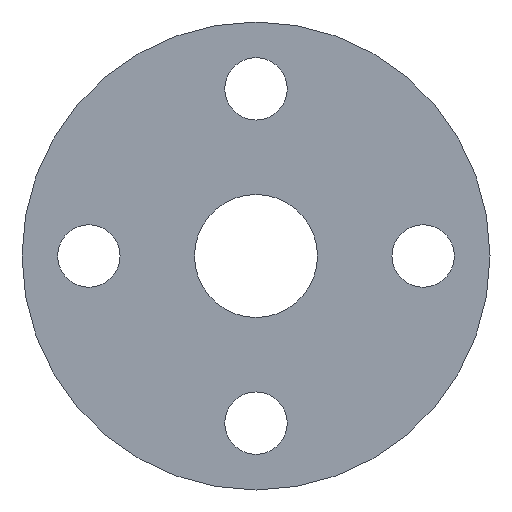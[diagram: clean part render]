
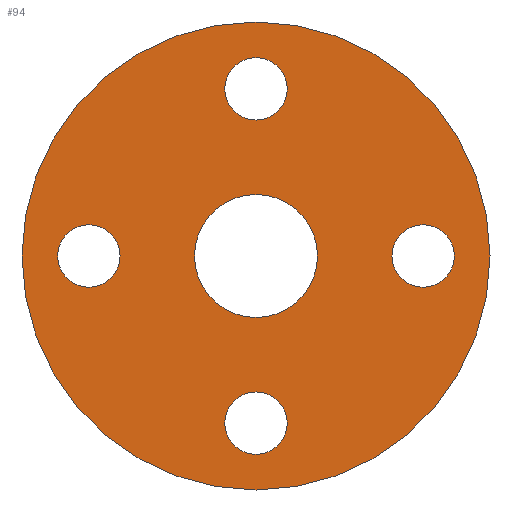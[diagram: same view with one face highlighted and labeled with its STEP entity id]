
A CAD part, front view. The second image highlights one B-rep face of the part: STEP entity #94.
In plain terms, the highlighted planar face has unit normal (0, -1, 0).
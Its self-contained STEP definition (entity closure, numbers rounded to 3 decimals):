
#7 = DIRECTION ( 'NONE',  ( 0., 1., 0. ) ) ;
#9 = ORIENTED_EDGE ( 'NONE', *, *, #405, .F. ) ;
#10 = EDGE_CURVE ( 'NONE', #198, #407, #374, .T. ) ;
#14 = DIRECTION ( 'NONE',  ( 0., 0., -1. ) ) ;
#17 = CIRCLE ( 'NONE', #174, 7. ) ;
#19 = EDGE_CURVE ( 'NONE', #320, #80, #55, .T. ) ;
#21 = DIRECTION ( 'NONE',  ( 0., 1., 0. ) ) ;
#28 = CARTESIAN_POINT ( 'NONE',  ( -37.5, 0., 0. ) ) ;
#32 = CARTESIAN_POINT ( 'NONE',  ( 0., 0., 13.8 ) ) ;
#34 = ORIENTED_EDGE ( 'NONE', *, *, #222, .F. ) ;
#37 = EDGE_LOOP ( 'NONE', ( #333, #9 ) ) ;
#40 = CARTESIAN_POINT ( 'NONE',  ( 0., 0., -13.8 ) ) ;
#45 = AXIS2_PLACEMENT_3D ( 'NONE', #515, #21, #57 ) ;
#52 = DIRECTION ( 'NONE',  ( 0., 0., 1. ) ) ;
#54 = VERTEX_POINT ( 'NONE', #342 ) ;
#55 = CIRCLE ( 'NONE', #45, 52.5 ) ;
#57 = DIRECTION ( 'NONE',  ( 0., 0., 1. ) ) ;
#59 = DIRECTION ( 'NONE',  ( 0., -1., 0. ) ) ;
#64 = CARTESIAN_POINT ( 'NONE',  ( 37.5, 0., 0. ) ) ;
#65 = AXIS2_PLACEMENT_3D ( 'NONE', #441, #117, #233 ) ;
#67 = CARTESIAN_POINT ( 'NONE',  ( 37.5, 0., 7. ) ) ;
#75 = VERTEX_POINT ( 'NONE', #67 ) ;
#80 = VERTEX_POINT ( 'NONE', #388 ) ;
#84 = VERTEX_POINT ( 'NONE', #264 ) ;
#85 = DIRECTION ( 'NONE',  ( 0., 0., -1. ) ) ;
#86 = ORIENTED_EDGE ( 'NONE', *, *, #414, .F. ) ;
#88 = CARTESIAN_POINT ( 'NONE',  ( 0., 0., 0. ) ) ;
#94 = ADVANCED_FACE ( 'NONE', ( #432, #438, #106, #523, #153, #313 ), #262, .T. ) ;
#100 = AXIS2_PLACEMENT_3D ( 'NONE', #88, #254, #52 ) ;
#106 = FACE_BOUND ( 'NONE', #385, .T. ) ;
#108 = CIRCLE ( 'NONE', #451, 7. ) ;
#110 = EDGE_CURVE ( 'NONE', #289, #416, #471, .T. ) ;
#115 = CIRCLE ( 'NONE', #65, 7. ) ;
#117 = DIRECTION ( 'NONE',  ( 0., -1., 0. ) ) ;
#127 = EDGE_CURVE ( 'NONE', #493, #75, #521, .T. ) ;
#132 = ORIENTED_EDGE ( 'NONE', *, *, #10, .T. ) ;
#140 = CIRCLE ( 'NONE', #410, 13.8 ) ;
#150 = CIRCLE ( 'NONE', #382, 7. ) ;
#153 = FACE_BOUND ( 'NONE', #532, .T. ) ;
#162 = CARTESIAN_POINT ( 'NONE',  ( 0., 0., 52.5 ) ) ;
#167 = DIRECTION ( 'NONE',  ( 0., 0., -1. ) ) ;
#170 = ORIENTED_EDGE ( 'NONE', *, *, #19, .F. ) ;
#174 = AXIS2_PLACEMENT_3D ( 'NONE', #372, #296, #85 ) ;
#189 = CARTESIAN_POINT ( 'NONE',  ( 0., 0., 52.5 ) ) ;
#192 = DIRECTION ( 'NONE',  ( 0., 0., -1. ) ) ;
#193 = VERTEX_POINT ( 'NONE', #197 ) ;
#195 = DIRECTION ( 'NONE',  ( 0., 0., -1. ) ) ;
#197 = CARTESIAN_POINT ( 'NONE',  ( 0., 0., 44.5 ) ) ;
#198 = VERTEX_POINT ( 'NONE', #32 ) ;
#206 = DIRECTION ( 'NONE',  ( 0., 0., -1. ) ) ;
#216 = CARTESIAN_POINT ( 'NONE',  ( 0., 0., 0. ) ) ;
#219 = AXIS2_PLACEMENT_3D ( 'NONE', #189, #305, #14 ) ;
#222 = EDGE_CURVE ( 'NONE', #75, #493, #389, .T. ) ;
#225 = DIRECTION ( 'NONE',  ( 0., 0., -1. ) ) ;
#227 = DIRECTION ( 'NONE',  ( 0., -1., 0. ) ) ;
#233 = DIRECTION ( 'NONE',  ( 0., 0., -1. ) ) ;
#235 = EDGE_CURVE ( 'NONE', #54, #193, #115, .T. ) ;
#241 = EDGE_CURVE ( 'NONE', #448, #84, #150, .T. ) ;
#243 = AXIS2_PLACEMENT_3D ( 'NONE', #376, #271, #393 ) ;
#244 = CARTESIAN_POINT ( 'NONE',  ( 37.5, 0., 0. ) ) ;
#248 = DIRECTION ( 'NONE',  ( 0., 0., 1. ) ) ;
#254 = DIRECTION ( 'NONE',  ( 0., 1., 0. ) ) ;
#260 = AXIS2_PLACEMENT_3D ( 'NONE', #244, #272, #195 ) ;
#262 = PLANE ( 'NONE',  #219 ) ;
#264 = CARTESIAN_POINT ( 'NONE',  ( -37.5, 0., 7. ) ) ;
#268 = CIRCLE ( 'NONE', #100, 52.5 ) ;
#271 = DIRECTION ( 'NONE',  ( 0., 1., 0. ) ) ;
#272 = DIRECTION ( 'NONE',  ( 0., -1., 0. ) ) ;
#276 = EDGE_LOOP ( 'NONE', ( #419, #34 ) ) ;
#277 = AXIS2_PLACEMENT_3D ( 'NONE', #520, #59, #225 ) ;
#278 = CARTESIAN_POINT ( 'NONE',  ( 0., 0., -44.5 ) ) ;
#282 = DIRECTION ( 'NONE',  ( 0., -1., 0. ) ) ;
#289 = VERTEX_POINT ( 'NONE', #278 ) ;
#290 = CARTESIAN_POINT ( 'NONE',  ( -37.5, 0., -7. ) ) ;
#293 = CARTESIAN_POINT ( 'NONE',  ( 0., 0., -30.5 ) ) ;
#296 = DIRECTION ( 'NONE',  ( 0., -1., 0. ) ) ;
#301 = ORIENTED_EDGE ( 'NONE', *, *, #463, .T. ) ;
#305 = DIRECTION ( 'NONE',  ( 0., -1., 0. ) ) ;
#310 = AXIS2_PLACEMENT_3D ( 'NONE', #64, #227, #391 ) ;
#313 = FACE_OUTER_BOUND ( 'NONE', #367, .T. ) ;
#320 = VERTEX_POINT ( 'NONE', #162 ) ;
#322 = CARTESIAN_POINT ( 'NONE',  ( -37.5, 0., 0. ) ) ;
#333 = ORIENTED_EDGE ( 'NONE', *, *, #235, .F. ) ;
#336 = EDGE_CURVE ( 'NONE', #84, #448, #494, .T. ) ;
#342 = CARTESIAN_POINT ( 'NONE',  ( 0., 0., 30.5 ) ) ;
#363 = ORIENTED_EDGE ( 'NONE', *, *, #110, .F. ) ;
#367 = EDGE_LOOP ( 'NONE', ( #170, #86 ) ) ;
#372 = CARTESIAN_POINT ( 'NONE',  ( 0., 0., 37.5 ) ) ;
#374 = CIRCLE ( 'NONE', #243, 13.8 ) ;
#376 = CARTESIAN_POINT ( 'NONE',  ( 0., 0., 0. ) ) ;
#382 = AXIS2_PLACEMENT_3D ( 'NONE', #28, #282, #192 ) ;
#385 = EDGE_LOOP ( 'NONE', ( #544, #539 ) ) ;
#388 = CARTESIAN_POINT ( 'NONE',  ( 0., 0., -52.5 ) ) ;
#389 = CIRCLE ( 'NONE', #260, 7. ) ;
#391 = DIRECTION ( 'NONE',  ( 0., 0., -1. ) ) ;
#393 = DIRECTION ( 'NONE',  ( 0., 0., 1. ) ) ;
#405 = EDGE_CURVE ( 'NONE', #193, #54, #17, .T. ) ;
#407 = VERTEX_POINT ( 'NONE', #40 ) ;
#410 = AXIS2_PLACEMENT_3D ( 'NONE', #216, #7, #248 ) ;
#414 = EDGE_CURVE ( 'NONE', #80, #320, #268, .T. ) ;
#415 = CARTESIAN_POINT ( 'NONE',  ( 0., 0., -37.5 ) ) ;
#416 = VERTEX_POINT ( 'NONE', #293 ) ;
#419 = ORIENTED_EDGE ( 'NONE', *, *, #127, .F. ) ;
#426 = ORIENTED_EDGE ( 'NONE', *, *, #446, .F. ) ;
#432 = FACE_BOUND ( 'NONE', #276, .T. ) ;
#438 = FACE_BOUND ( 'NONE', #37, .T. ) ;
#439 = CARTESIAN_POINT ( 'NONE',  ( 37.5, 0., -7. ) ) ;
#441 = CARTESIAN_POINT ( 'NONE',  ( 0., 0., 37.5 ) ) ;
#446 = EDGE_CURVE ( 'NONE', #416, #289, #108, .T. ) ;
#448 = VERTEX_POINT ( 'NONE', #290 ) ;
#451 = AXIS2_PLACEMENT_3D ( 'NONE', #415, #466, #167 ) ;
#462 = AXIS2_PLACEMENT_3D ( 'NONE', #322, #492, #206 ) ;
#463 = EDGE_CURVE ( 'NONE', #407, #198, #140, .T. ) ;
#466 = DIRECTION ( 'NONE',  ( 0., -1., 0. ) ) ;
#471 = CIRCLE ( 'NONE', #277, 7. ) ;
#492 = DIRECTION ( 'NONE',  ( 0., -1., 0. ) ) ;
#493 = VERTEX_POINT ( 'NONE', #439 ) ;
#494 = CIRCLE ( 'NONE', #462, 7. ) ;
#501 = EDGE_LOOP ( 'NONE', ( #363, #426 ) ) ;
#515 = CARTESIAN_POINT ( 'NONE',  ( 0., 0., 0. ) ) ;
#520 = CARTESIAN_POINT ( 'NONE',  ( 0., 0., -37.5 ) ) ;
#521 = CIRCLE ( 'NONE', #310, 7. ) ;
#523 = FACE_BOUND ( 'NONE', #501, .T. ) ;
#532 = EDGE_LOOP ( 'NONE', ( #132, #301 ) ) ;
#539 = ORIENTED_EDGE ( 'NONE', *, *, #336, .F. ) ;
#544 = ORIENTED_EDGE ( 'NONE', *, *, #241, .F. ) ;
